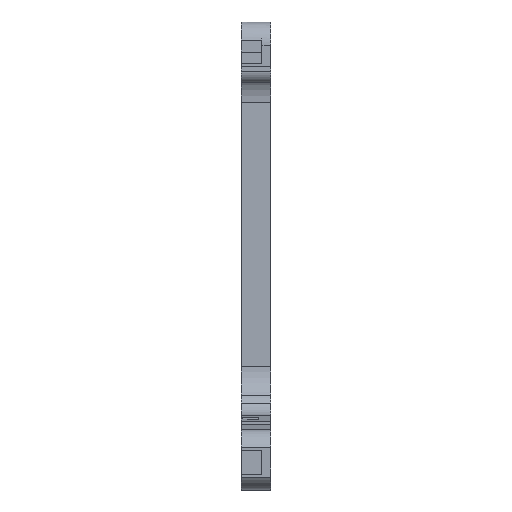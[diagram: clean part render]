
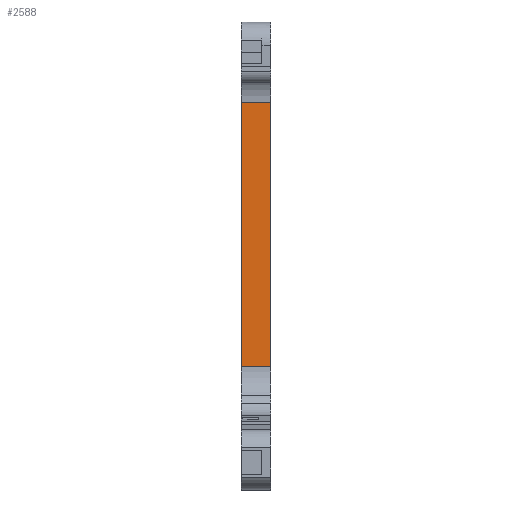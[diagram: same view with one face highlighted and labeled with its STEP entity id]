
A CAD part, top view. The second image highlights one B-rep face of the part: STEP entity #2588.
In plain terms, the highlighted planar face has unit normal (0, 0, 1).
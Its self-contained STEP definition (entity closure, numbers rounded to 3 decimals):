
#132=FACE_OUTER_BOUND('',#265,.T.);
#265=EDGE_LOOP('',(#2089,#2090,#2091,#2092));
#428=LINE('',#3729,#769);
#543=LINE('',#4000,#884);
#574=LINE('',#4076,#915);
#578=LINE('',#4085,#919);
#769=VECTOR('',#2965,10.);
#884=VECTOR('',#3196,10.);
#915=VECTOR('',#3263,10.);
#919=VECTOR('',#3277,10.);
#1113=VERTEX_POINT('',#3726);
#1114=VERTEX_POINT('',#3728);
#1211=VERTEX_POINT('',#3997);
#1212=VERTEX_POINT('',#3999);
#1373=EDGE_CURVE('',#1114,#1113,#428,.T.);
#1508=EDGE_CURVE('',#1211,#1212,#543,.T.);
#1549=EDGE_CURVE('',#1212,#1113,#574,.T.);
#1553=EDGE_CURVE('',#1114,#1211,#578,.T.);
#2089=ORIENTED_EDGE('',*,*,#1549,.F.);
#2090=ORIENTED_EDGE('',*,*,#1508,.F.);
#2091=ORIENTED_EDGE('',*,*,#1553,.F.);
#2092=ORIENTED_EDGE('',*,*,#1373,.T.);
#2468=PLANE('',#2773);
#2588=ADVANCED_FACE('',(#132),#2468,.T.);
#2773=AXIS2_PLACEMENT_3D('',#4087,#3279,#3280);
#2965=DIRECTION('',(0.,-1.,0.));
#3196=DIRECTION('',(0.,-1.,0.));
#3263=DIRECTION('',(-1.,0.,0.));
#3277=DIRECTION('',(1.,0.,0.));
#3279=DIRECTION('center_axis',(0.,0.,1.));
#3280=DIRECTION('ref_axis',(-1.,0.,0.));
#3726=CARTESIAN_POINT('',(-5.,35.965,82.));
#3728=CARTESIAN_POINT('',(-5.,80.998,82.));
#3729=CARTESIAN_POINT('',(-5.,86.998,82.));
#3997=CARTESIAN_POINT('',(0.,80.998,82.));
#3999=CARTESIAN_POINT('',(0.,35.965,82.));
#4000=CARTESIAN_POINT('',(0.,86.998,82.));
#4076=CARTESIAN_POINT('',(-5.,35.965,82.));
#4085=CARTESIAN_POINT('',(0.,80.998,82.));
#4087=CARTESIAN_POINT('Origin',(0.,86.998,82.));
